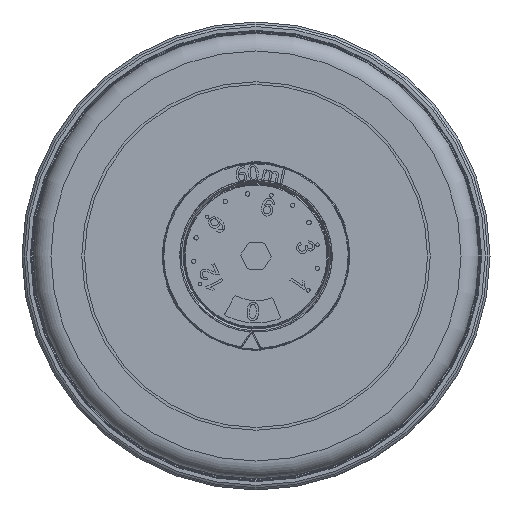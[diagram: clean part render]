
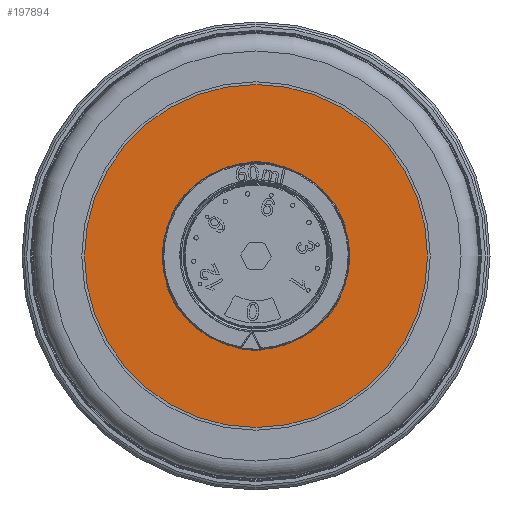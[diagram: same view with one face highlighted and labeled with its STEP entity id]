
A CAD part, left-side view. The second image highlights one B-rep face of the part: STEP entity #197894.
In plain terms, the highlighted planar face has unit normal (-1, 0, 0).
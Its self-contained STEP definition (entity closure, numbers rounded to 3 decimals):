
#197843=CARTESIAN_POINT('',(1.15,0.,10.46));
#197844=VERTEX_POINT('',#197843);
#197845=CARTESIAN_POINT('',(1.15,0.,0.));
#197846=DIRECTION('',(1.0,0.0,0.0));
#197847=DIRECTION('',(0.0,0.0,-1.0));
#197848=AXIS2_PLACEMENT_3D('',#197845,#197846,#197847);
#197849=CIRCLE('',#197848,10.46);
#197850=EDGE_CURVE('',#197844,#197844,#197849,.T.);
#197860=CARTESIAN_POINT('',(1.15,0.,19.2));
#197861=VERTEX_POINT('',#197860);
#197862=CARTESIAN_POINT('',(1.15,0.,0.));
#197863=DIRECTION('',(1.0,0.0,0.0));
#197864=DIRECTION('',(0.0,0.0,-1.0));
#197865=AXIS2_PLACEMENT_3D('',#197862,#197863,#197864);
#197866=CIRCLE('',#197865,19.2);
#197867=EDGE_CURVE('',#197861,#197861,#197866,.T.);
#197883=CARTESIAN_POINT('',(1.15,0.,0.));
#197884=DIRECTION('',(1.0,0.0,0.0));
#197885=DIRECTION('',(0.0,0.0,-1.0));
#197886=AXIS2_PLACEMENT_3D('',#197883,#197884,#197885);
#197887=PLANE('',#197886);
#197888=ORIENTED_EDGE('',*,*,#197867,.F.);
#197889=EDGE_LOOP('',(#197888));
#197890=FACE_OUTER_BOUND('',#197889,.T.);
#197891=ORIENTED_EDGE('',*,*,#197850,.T.);
#197892=EDGE_LOOP('',(#197891));
#197893=FACE_BOUND('',#197892,.T.);
#197894=ADVANCED_FACE('',(#197890,#197893),#197887,.F.);
